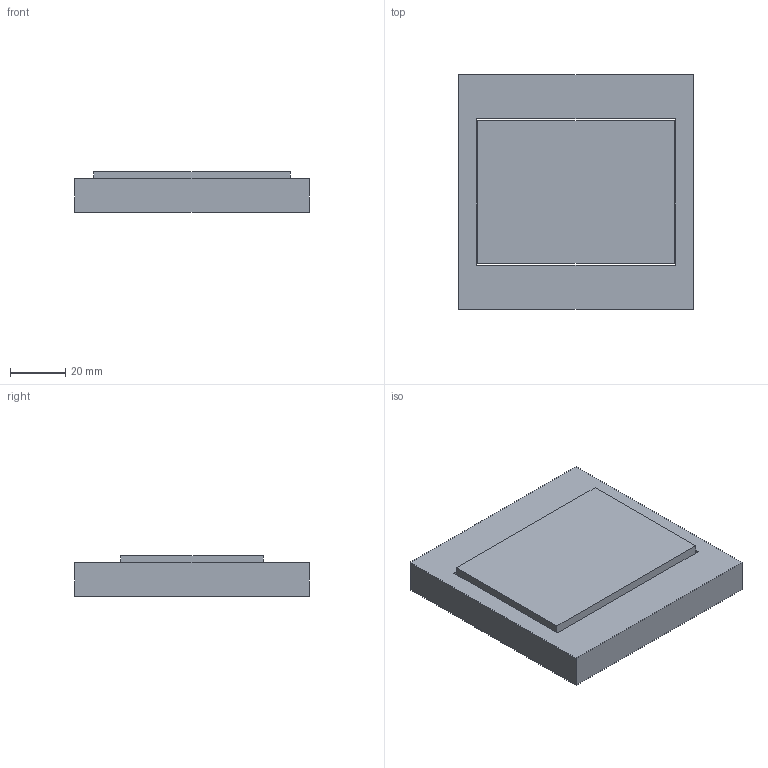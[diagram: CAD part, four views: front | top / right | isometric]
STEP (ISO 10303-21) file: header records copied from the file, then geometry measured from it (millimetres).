
FILE_DESCRIPTION(/* description */ (''),/* implementation_level */ '2;1');
FILE_NAME(/* name */ 'EU.step',/* time_stamp */ '2021-03-22T03:45:41+08:00',/* author */ (''),/* organization */ (''),/* preprocessor_version */ 'ST-DEVELOPER v18.1',/* originating_system */ 'Autodesk Translation Framework v9.10.0.1330',/* authorisation */ '');
FILE_SCHEMA (('AUTOMOTIVE_DESIGN { 1 0 10303 214 3 1 1 }'));
Length unit declared in the file: millimetre
Products named in the file (3): Switches; panel; Button
Assembly tree (2 placements, depth 2):
  Switches
    panel
    Button
Bounding box: 85 x 85 x 14.53 mm (x, y, z)
Volume: 40912.8 mm3; surface area: 23673.1 mm2
Topology: 2 solids, 2 shells, 29 faces, 60 edges, 40 vertices
Faces by surface type: plane 25, cylinder 4
Full cylindrical faces by diameter (mm): 1 x4
Entity records: 858 total; most frequent: DIRECTION 136, CARTESIAN_POINT 134, ORIENTED_EDGE 120, EDGE_CURVE 60, LINE 52, VECTOR 52, AXIS2_PLACEMENT_3D 42, VERTEX_POINT 40
